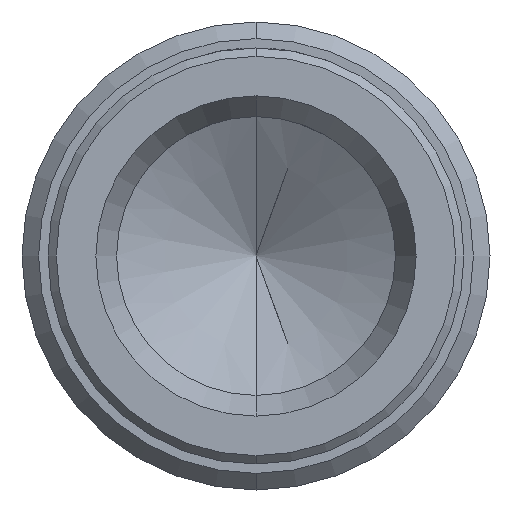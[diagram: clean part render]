
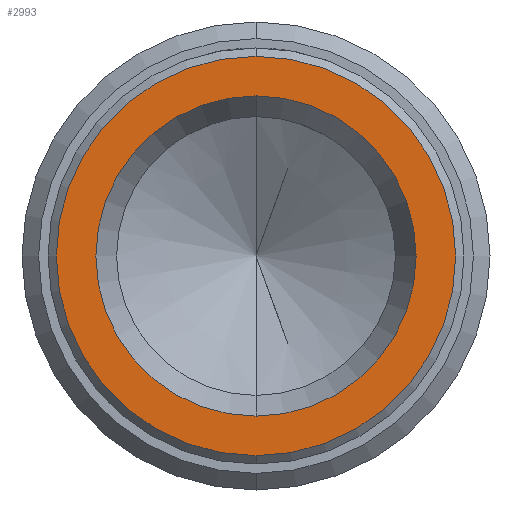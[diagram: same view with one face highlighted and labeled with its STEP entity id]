
A CAD part, front view. The second image highlights one B-rep face of the part: STEP entity #2993.
In plain terms, the highlighted planar face has unit normal (0, -1, 0).
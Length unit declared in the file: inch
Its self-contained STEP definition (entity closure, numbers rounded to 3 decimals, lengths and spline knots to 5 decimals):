
#24 = CARTESIAN_POINT ( 'NONE',  ( 0., 0., 0.0385 ) ) ;
#281 = EDGE_CURVE ( 'NONE', #2635, #2852, #3017, .T. ) ;
#367 = EDGE_CURVE ( 'NONE', #2852, #2635, #1117, .T. ) ;
#541 = AXIS2_PLACEMENT_3D ( 'NONE', #1695, #3850, #2003 ) ;
#586 = DIRECTION ( 'NONE',  ( 0., 0., 1. ) ) ;
#791 = EDGE_CURVE ( 'NONE', #3078, #2547, #3966, .T. ) ;
#897 = CARTESIAN_POINT ( 'NONE',  ( 0., 0., 0. ) ) ;
#914 = CARTESIAN_POINT ( 'NONE',  ( 0., 0., -0.048 ) ) ;
#921 = DIRECTION ( 'NONE',  ( 0., 1., 0. ) ) ;
#1007 = EDGE_LOOP ( 'NONE', ( #2684, #1813 ) ) ;
#1030 = CARTESIAN_POINT ( 'NONE',  ( 0., 0., 0. ) ) ;
#1044 = PLANE ( 'NONE',  #3119 ) ;
#1117 = CIRCLE ( 'NONE', #3593, 0.0385 ) ;
#1350 = DIRECTION ( 'NONE',  ( 0., 0., 1. ) ) ;
#1368 = DIRECTION ( 'NONE',  ( 0., 0., -1. ) ) ;
#1429 = CARTESIAN_POINT ( 'NONE',  ( 0., 0., 0.048 ) ) ;
#1458 = AXIS2_PLACEMENT_3D ( 'NONE', #3097, #921, #2775 ) ;
#1602 = ORIENTED_EDGE ( 'NONE', *, *, #367, .T. ) ;
#1695 = CARTESIAN_POINT ( 'NONE',  ( 0., 0., 0. ) ) ;
#1717 = ORIENTED_EDGE ( 'NONE', *, *, #281, .T. ) ;
#1755 = CARTESIAN_POINT ( 'NONE',  ( 0., 0., -0.0385 ) ) ;
#1761 = EDGE_LOOP ( 'NONE', ( #1602, #1717 ) ) ;
#1813 = ORIENTED_EDGE ( 'NONE', *, *, #2971, .F. ) ;
#1968 = CARTESIAN_POINT ( 'NONE',  ( -0.048, 0., 0. ) ) ;
#2003 = DIRECTION ( 'NONE',  ( 0., 0., 1. ) ) ;
#2276 = AXIS2_PLACEMENT_3D ( 'NONE', #1030, #3213, #1350 ) ;
#2547 = VERTEX_POINT ( 'NONE', #914 ) ;
#2635 = VERTEX_POINT ( 'NONE', #24 ) ;
#2684 = ORIENTED_EDGE ( 'NONE', *, *, #791, .F. ) ;
#2749 = DIRECTION ( 'NONE',  ( 0., 1., 0. ) ) ;
#2775 = DIRECTION ( 'NONE',  ( 0., 0., 1. ) ) ;
#2830 = CIRCLE ( 'NONE', #2276, 0.048 ) ;
#2852 = VERTEX_POINT ( 'NONE', #1755 ) ;
#2971 = EDGE_CURVE ( 'NONE', #2547, #3078, #2830, .T. ) ;
#2993 = ADVANCED_FACE ( 'NONE', ( #3512, #3957 ), #1044, .T. ) ;
#3017 = CIRCLE ( 'NONE', #1458, 0.0385 ) ;
#3078 = VERTEX_POINT ( 'NONE', #1429 ) ;
#3097 = CARTESIAN_POINT ( 'NONE',  ( 0., 0., 0. ) ) ;
#3119 = AXIS2_PLACEMENT_3D ( 'NONE', #1968, #3229, #1368 ) ;
#3213 = DIRECTION ( 'NONE',  ( 0., 1., 0. ) ) ;
#3229 = DIRECTION ( 'NONE',  ( 0., -1., 0. ) ) ;
#3512 = FACE_BOUND ( 'NONE', #1761, .T. ) ;
#3593 = AXIS2_PLACEMENT_3D ( 'NONE', #897, #2749, #586 ) ;
#3850 = DIRECTION ( 'NONE',  ( 0., 1., 0. ) ) ;
#3957 = FACE_OUTER_BOUND ( 'NONE', #1007, .T. ) ;
#3966 = CIRCLE ( 'NONE', #541, 0.048 ) ;
